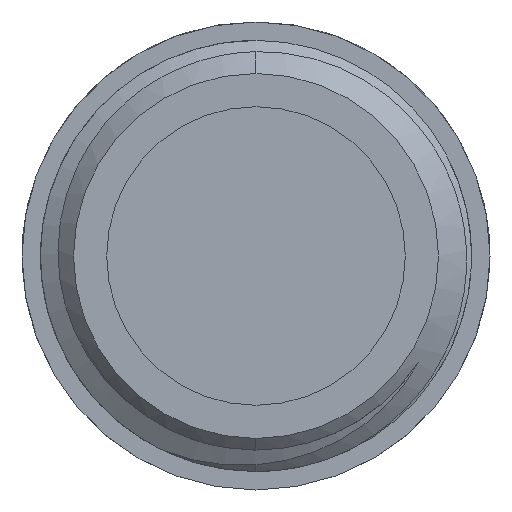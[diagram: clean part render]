
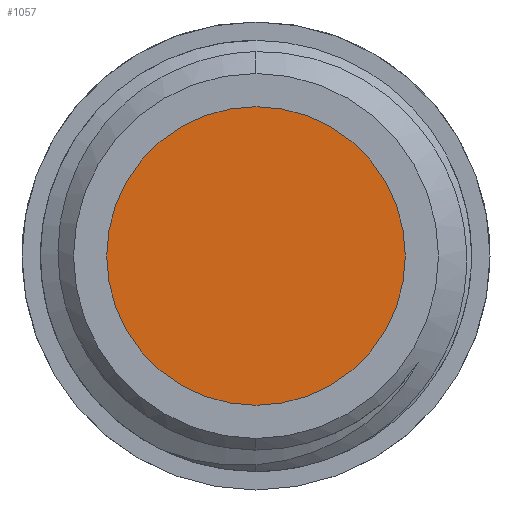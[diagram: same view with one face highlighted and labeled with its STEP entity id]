
A CAD part, left-side view. The second image highlights one B-rep face of the part: STEP entity #1057.
In plain terms, the highlighted planar face has unit normal (-1, 0, 0).
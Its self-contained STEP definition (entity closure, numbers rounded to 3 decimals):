
#203 = EDGE_LOOP ( 'NONE', ( #682, #2538 ) ) ;
#568 = CARTESIAN_POINT ( 'NONE',  ( 3.05, 0., 0. ) ) ;
#682 = ORIENTED_EDGE ( 'NONE', *, *, #721, .T. ) ;
#721 = EDGE_CURVE ( 'NONE', #1102, #1933, #2487, .T. ) ;
#952 = CARTESIAN_POINT ( 'NONE',  ( 3.05, 0., 0. ) ) ;
#992 = CARTESIAN_POINT ( 'NONE',  ( 3.05, 0., 2.39 ) ) ;
#1057 = ADVANCED_FACE ( 'NONE', ( #2575 ), #1447, .F. ) ;
#1102 = VERTEX_POINT ( 'NONE', #992 ) ;
#1427 = DIRECTION ( 'NONE',  ( 0., 0., 1. ) ) ;
#1437 = DIRECTION ( 'NONE',  ( 0., 0., -1. ) ) ;
#1447 = PLANE ( 'NONE',  #2017 ) ;
#1802 = EDGE_CURVE ( 'NONE', #1933, #1102, #2391, .T. ) ;
#1863 = DIRECTION ( 'NONE',  ( 1., 0., 0. ) ) ;
#1933 = VERTEX_POINT ( 'NONE', #2423 ) ;
#2017 = AXIS2_PLACEMENT_3D ( 'NONE', #952, #1863, #1437 ) ;
#2046 = DIRECTION ( 'NONE',  ( -1., 0., 0. ) ) ;
#2062 = CARTESIAN_POINT ( 'NONE',  ( 3.05, 0., 0. ) ) ;
#2269 = DIRECTION ( 'NONE',  ( 0., 0., 1. ) ) ;
#2391 = CIRCLE ( 'NONE', #2883, 2.39 ) ;
#2423 = CARTESIAN_POINT ( 'NONE',  ( 3.05, 0., -2.39 ) ) ;
#2487 = CIRCLE ( 'NONE', #2585, 2.39 ) ;
#2538 = ORIENTED_EDGE ( 'NONE', *, *, #1802, .T. ) ;
#2575 = FACE_OUTER_BOUND ( 'NONE', #203, .T. ) ;
#2585 = AXIS2_PLACEMENT_3D ( 'NONE', #2062, #2046, #2269 ) ;
#2822 = DIRECTION ( 'NONE',  ( -1., 0., 0. ) ) ;
#2883 = AXIS2_PLACEMENT_3D ( 'NONE', #568, #2822, #1427 ) ;
